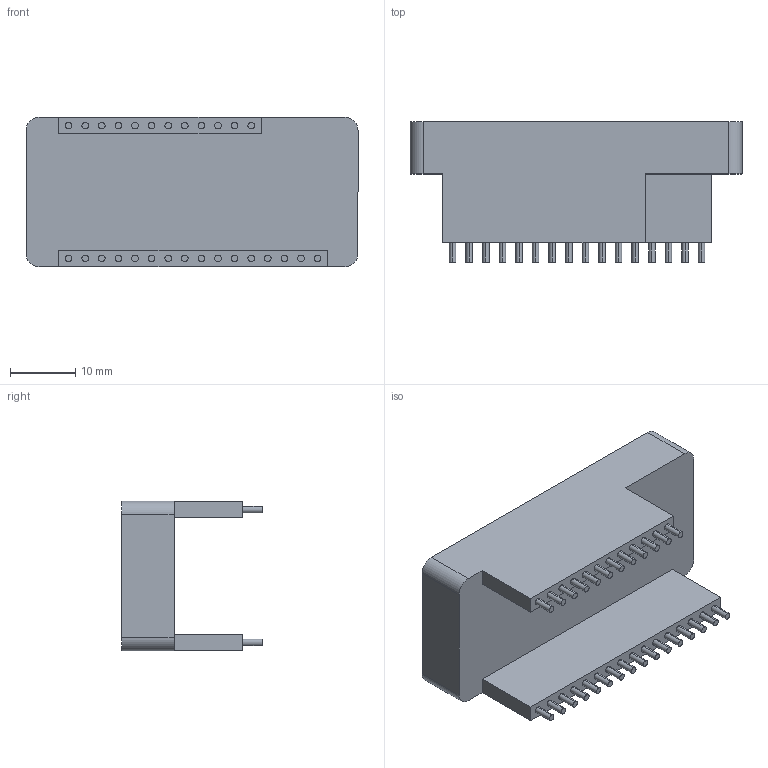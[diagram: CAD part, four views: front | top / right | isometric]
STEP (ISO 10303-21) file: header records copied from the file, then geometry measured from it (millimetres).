
FILE_DESCRIPTION (( 'STEP AP203' ), '1' );
FILE_NAME ('BoronBasic.STEP', '2021-11-16T18:53:43', ( '' ), ( '' ), 'SwSTEP 2.0', 'SolidWorks 2021', '' );
FILE_SCHEMA (( 'CONFIG_CONTROL_DESIGN' ));
Length unit declared in the file: millimetre
Products named in the file (1): BoronBasic
Bounding box: 50.8 x 21.5 x 22.86 mm (x, y, z)
Volume: 11252.2 mm3; surface area: 5351.9 mm2
Topology: 1 solids, 1 shells, 102 faces, 216 edges, 144 vertices
Faces by surface type: cylinder 60, plane 42
Entity records: 2877 total; most frequent: DIRECTION 542, CARTESIAN_POINT 463, ORIENTED_EDGE 432, AXIS2_PLACEMENT_3D 223, EDGE_CURVE 216, VERTEX_POINT 144, EDGE_LOOP 130, CIRCLE 120
